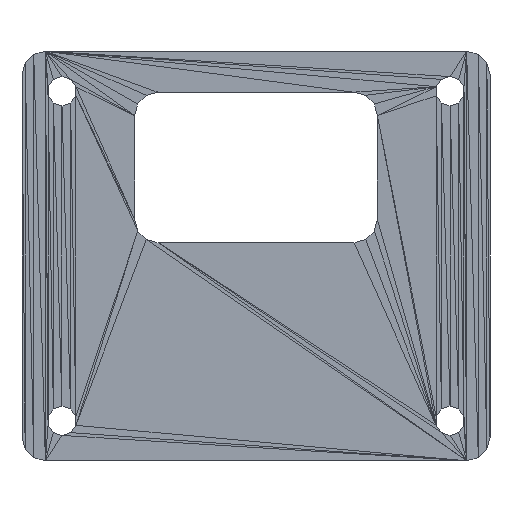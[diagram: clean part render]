
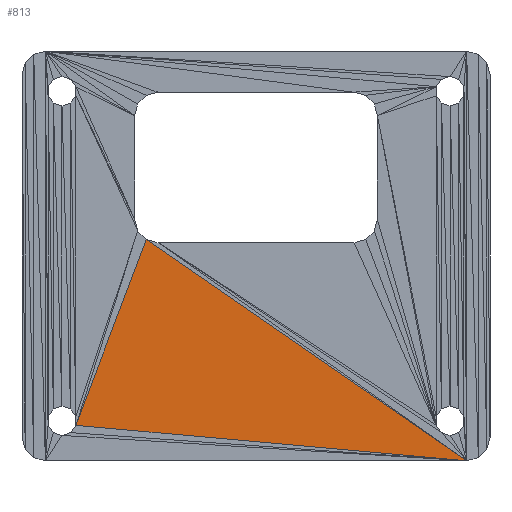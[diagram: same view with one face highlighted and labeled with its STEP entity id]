
A CAD part, front view. The second image highlights one B-rep face of the part: STEP entity #813.
In plain terms, the highlighted planar face has unit normal (0, -1, 0).
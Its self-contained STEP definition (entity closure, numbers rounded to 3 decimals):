
#813 = ADVANCED_FACE ( 'NONE', ( #11064 ), #2381, .F. ) ;
#1471 = ORIENTED_EDGE ( 'NONE', *, *, #2650, .T. ) ;
#2024 = DIRECTION ( 'NONE',  ( 0.996, 0., -0.09 ) ) ;
#2381 = PLANE ( 'NONE',  #15153 ) ;
#2650 = EDGE_CURVE ( 'NONE', #13139, #5632, #13396, .T. ) ;
#4430 = DIRECTION ( 'NONE',  ( 0.355, 0., 0.935 ) ) ;
#4920 = DIRECTION ( 'NONE',  ( 0., 1., 0. ) ) ;
#5132 = VECTOR ( 'NONE', #4430, 1000. ) ;
#5592 = CARTESIAN_POINT ( 'NONE',  ( 36., -33.5, -15.283 ) ) ;
#5632 = VERTEX_POINT ( 'NONE', #10623 ) ;
#5814 = VERTEX_POINT ( 'NONE', #16187 ) ;
#7764 = EDGE_CURVE ( 'NONE', #5632, #5814, #13366, .T. ) ;
#8075 = CARTESIAN_POINT ( 'NONE',  ( -30.794, -33.5, -9.227 ) ) ;
#8161 = ORIENTED_EDGE ( 'NONE', *, *, #10040, .F. ) ;
#9678 = CARTESIAN_POINT ( 'NONE',  ( -30.794, -33.5, -9.227 ) ) ;
#10040 = EDGE_CURVE ( 'NONE', #13139, #5814, #11887, .T. ) ;
#10378 = VECTOR ( 'NONE', #10667, 1000. ) ;
#10623 = CARTESIAN_POINT ( 'NONE',  ( 36., -33.5, -15.283 ) ) ;
#10667 = DIRECTION ( 'NONE',  ( -0.823, 0., 0.568 ) ) ;
#11064 = FACE_OUTER_BOUND ( 'NONE', #12190, .T. ) ;
#11887 = LINE ( 'NONE', #14506, #5132 ) ;
#12190 = EDGE_LOOP ( 'NONE', ( #1471, #12626, #8161 ) ) ;
#12621 = CARTESIAN_POINT ( 'NONE',  ( 0., -33.5, 0. ) ) ;
#12626 = ORIENTED_EDGE ( 'NONE', *, *, #7764, .T. ) ;
#12906 = VECTOR ( 'NONE', #2024, 1000. ) ;
#13139 = VERTEX_POINT ( 'NONE', #9678 ) ;
#13366 = LINE ( 'NONE', #5592, #10378 ) ;
#13396 = LINE ( 'NONE', #8075, #12906 ) ;
#14506 = CARTESIAN_POINT ( 'NONE',  ( -30.794, -33.5, -9.227 ) ) ;
#14825 = DIRECTION ( 'NONE',  ( 0., 0., 1. ) ) ;
#15153 = AXIS2_PLACEMENT_3D ( 'NONE', #12621, #4920, #14825 ) ;
#16187 = CARTESIAN_POINT ( 'NONE',  ( -18.75, -33.5, 22.536 ) ) ;
